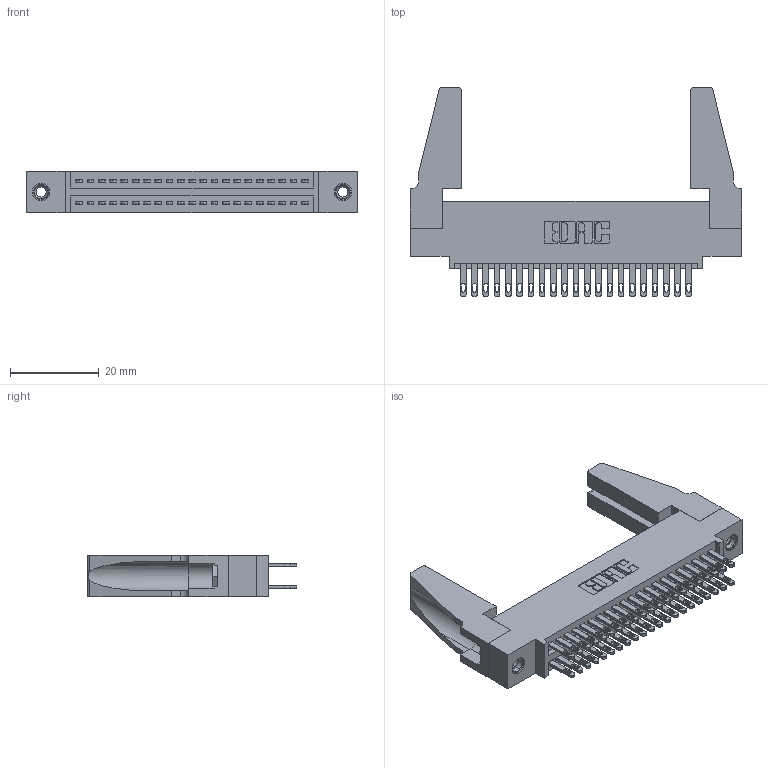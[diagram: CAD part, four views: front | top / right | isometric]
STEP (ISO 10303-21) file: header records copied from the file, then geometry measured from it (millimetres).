
FILE_DESCRIPTION (( 'STEP AP203' ), '1' );
FILE_NAME ('345-042-500-588.STEP', '2019-10-28T19:06:13', ( '' ), ( '' ), 'SwSTEP 2.0', 'SolidWorks 2016', '' );
FILE_SCHEMA (( 'CONFIG_CONTROL_DESIGN' ));
Length unit declared in the file: inch
Products named in the file (5): 345-292-001_345-293-100; 345-220-078_345-220-088; 345 Part_0.110 Offset - 0.156 Dia-TH; 345-042-500-588; 345-250-001_345-250-001-102
Assembly tree (47 placements, depth 2):
  345-042-500-588
    345 Part_0.110 Offset - 0.156 Dia-TH
    345-292-001_345-293-100  x42
    345-250-001_345-250-001-102  x2
    345-220-078_345-220-088  x2
Bounding box: 74.57 x 47.17 x 9.4 mm (x, y, z)
Volume: 10356.7 mm3; surface area: 13737.9 mm2
Topology: 47 solids, 47 shells, 2186 faces, 6589 edges, 4382 vertices
Faces by surface type: plane 1290, cylinder 880, cone 12, torus 4
Entity records: 21514 total; most frequent: CARTESIAN_POINT 3622, ORIENTED_EDGE 3516, DIRECTION 3226, EDGE_CURVE 1758, LINE 1496, VECTOR 1496, VERTEX_POINT 1166, AXIS2_PLACEMENT_3D 865
